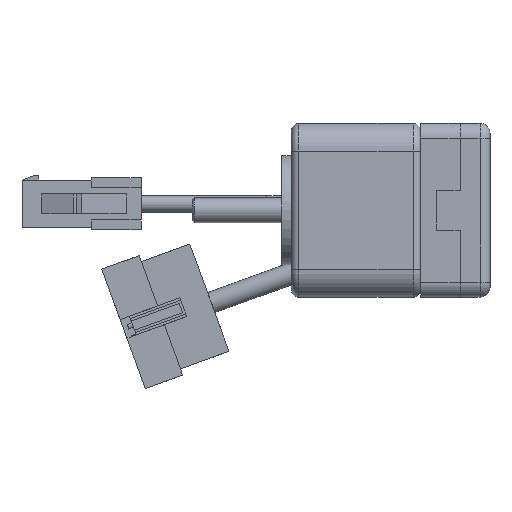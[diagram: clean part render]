
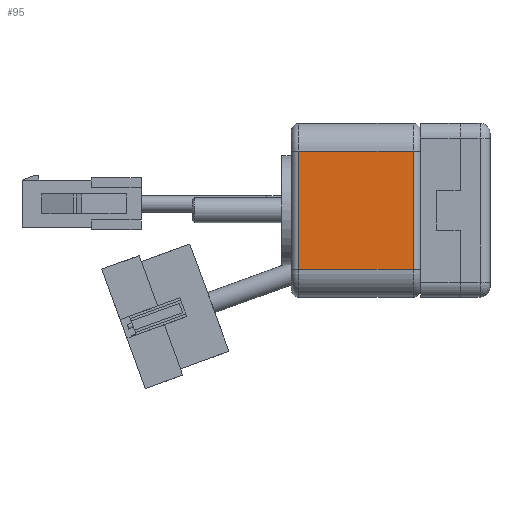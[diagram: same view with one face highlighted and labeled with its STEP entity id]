
A CAD part, front view. The second image highlights one B-rep face of the part: STEP entity #95.
In plain terms, the highlighted planar face has unit normal (0, -1, 0).
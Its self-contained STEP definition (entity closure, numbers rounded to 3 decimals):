
#95 = ADVANCED_FACE ( 'NONE', ( #16087 ), #6444, .F. ) ;
#259 = ORIENTED_EDGE ( 'NONE', *, *, #7358, .T. ) ;
#568 = DIRECTION ( 'NONE',  ( 1., 0., 0. ) ) ;
#1255 = CARTESIAN_POINT ( 'NONE',  ( 1.5, 0., -5.6 ) ) ;
#2218 = ORIENTED_EDGE ( 'NONE', *, *, #2544, .T. ) ;
#2258 = LINE ( 'NONE', #3166, #15885 ) ;
#2544 = EDGE_CURVE ( 'NONE', #3444, #3056, #14752, .T. ) ;
#2587 = ORIENTED_EDGE ( 'NONE', *, *, #7442, .T. ) ;
#3056 = VERTEX_POINT ( 'NONE', #1255 ) ;
#3166 = CARTESIAN_POINT ( 'NONE',  ( 26., 0., -29.4 ) ) ;
#3444 = VERTEX_POINT ( 'NONE', #7387 ) ;
#4671 = VERTEX_POINT ( 'NONE', #16608 ) ;
#5330 = ORIENTED_EDGE ( 'NONE', *, *, #14831, .T. ) ;
#6116 = DIRECTION ( 'NONE',  ( -1., 0., 0. ) ) ;
#6279 = DIRECTION ( 'NONE',  ( 0., 0., 1. ) ) ;
#6383 = DIRECTION ( 'NONE',  ( 0., 1., 0. ) ) ;
#6444 = PLANE ( 'NONE',  #10003 ) ;
#6715 = CARTESIAN_POINT ( 'NONE',  ( 26., 0., 0. ) ) ;
#7097 = CARTESIAN_POINT ( 'NONE',  ( 1.5, 0., 0. ) ) ;
#7353 = VECTOR ( 'NONE', #6116, 1000. ) ;
#7358 = EDGE_CURVE ( 'NONE', #10193, #4671, #2258, .T. ) ;
#7387 = CARTESIAN_POINT ( 'NONE',  ( 24.5, 0., -5.6 ) ) ;
#7442 = EDGE_CURVE ( 'NONE', #4671, #3444, #8901, .T. ) ;
#7486 = CARTESIAN_POINT ( 'NONE',  ( 1.5, 0., -5.6 ) ) ;
#8447 = DIRECTION ( 'NONE',  ( 0., 0., -1. ) ) ;
#8629 = CARTESIAN_POINT ( 'NONE',  ( 24.5, 0., 0. ) ) ;
#8901 = LINE ( 'NONE', #8629, #15294 ) ;
#8997 = VECTOR ( 'NONE', #8447, 1000. ) ;
#9960 = DIRECTION ( 'NONE',  ( 0., 0., 1. ) ) ;
#10003 = AXIS2_PLACEMENT_3D ( 'NONE', #6715, #6383, #6279 ) ;
#10193 = VERTEX_POINT ( 'NONE', #15123 ) ;
#14752 = LINE ( 'NONE', #7486, #7353 ) ;
#14831 = EDGE_CURVE ( 'NONE', #3056, #10193, #16396, .T. ) ;
#15123 = CARTESIAN_POINT ( 'NONE',  ( 1.5, 0., -29.4 ) ) ;
#15175 = EDGE_LOOP ( 'NONE', ( #2587, #2218, #5330, #259 ) ) ;
#15294 = VECTOR ( 'NONE', #9960, 1000. ) ;
#15885 = VECTOR ( 'NONE', #568, 1000. ) ;
#16087 = FACE_OUTER_BOUND ( 'NONE', #15175, .T. ) ;
#16396 = LINE ( 'NONE', #7097, #8997 ) ;
#16608 = CARTESIAN_POINT ( 'NONE',  ( 24.5, 0., -29.4 ) ) ;
